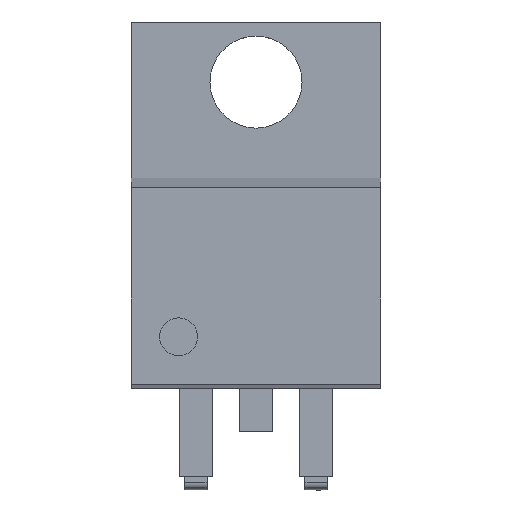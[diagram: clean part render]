
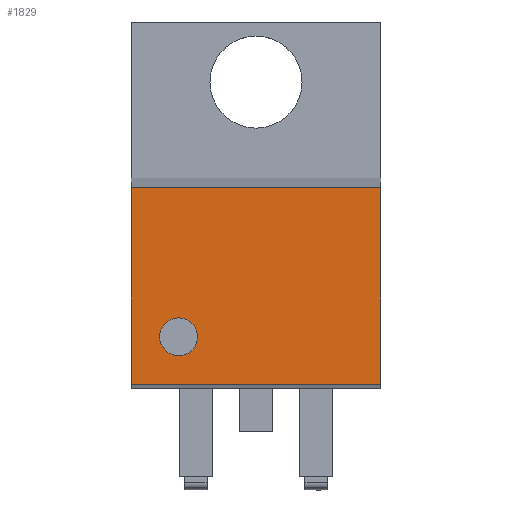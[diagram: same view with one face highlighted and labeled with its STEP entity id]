
A CAD part, top view. The second image highlights one B-rep face of the part: STEP entity #1829.
In plain terms, the highlighted planar face has unit normal (0, 0, 1).
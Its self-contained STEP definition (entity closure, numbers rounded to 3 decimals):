
#1465=CARTESIAN_POINT('',(-3.27,5.38,4.7));
#1466=VERTEX_POINT('',#1465);
#1482=CARTESIAN_POINT('',(-3.27,6.98,4.7));
#1483=VERTEX_POINT('',#1482);
#1490=CARTESIAN_POINT('',(-3.27,6.18,4.7));
#1491=DIRECTION('',(0.0,0.0,-1.0));
#1492=DIRECTION('',(0.0,-1.0,0.0));
#1493=AXIS2_PLACEMENT_3D('',#1490,#1491,#1492);
#1494=CIRCLE('',#1493,0.8);
#1495=EDGE_CURVE('',#1466,#1483,#1494,.T.);
#1506=CARTESIAN_POINT('',(-3.27,6.18,4.7));
#1507=DIRECTION('',(0.0,0.0,-1.0));
#1508=DIRECTION('',(0.0,-1.0,0.0));
#1509=AXIS2_PLACEMENT_3D('',#1506,#1507,#1508);
#1510=CIRCLE('',#1509,0.8);
#1511=EDGE_CURVE('',#1483,#1466,#1510,.T.);
#1769=CARTESIAN_POINT('',(5.27,4.18,4.7));
#1770=VERTEX_POINT('',#1769);
#1777=CARTESIAN_POINT('',(-5.27,4.18,4.7));
#1778=VERTEX_POINT('',#1777);
#1779=CARTESIAN_POINT('',(-5.27,4.18,4.7));
#1780=DIRECTION('',(1.0,0.0,0.0));
#1781=VECTOR('',#1780,10.54);
#1782=LINE('',#1779,#1781);
#1783=EDGE_CURVE('',#1778,#1770,#1782,.T.);
#1795=CARTESIAN_POINT('',(-5.27,4.18,4.7));
#1796=DIRECTION('',(0.0,0.0,1.0));
#1797=DIRECTION('',(-1.0,0.0,0.0));
#1798=AXIS2_PLACEMENT_3D('',#1795,#1796,#1797);
#1799=PLANE('',#1798);
#1800=CARTESIAN_POINT('',(5.27,12.475,4.7));
#1801=VERTEX_POINT('',#1800);
#1802=CARTESIAN_POINT('',(5.27,4.18,4.7));
#1803=DIRECTION('',(0.0,1.0,0.0));
#1804=VECTOR('',#1803,8.294);
#1805=LINE('',#1802,#1804);
#1806=EDGE_CURVE('',#1770,#1801,#1805,.T.);
#1807=ORIENTED_EDGE('',*,*,#1806,.T.);
#1808=CARTESIAN_POINT('',(-5.27,12.475,4.7));
#1809=VERTEX_POINT('',#1808);
#1810=CARTESIAN_POINT('',(-5.27,12.475,4.7));
#1811=DIRECTION('',(1.0,0.0,0.0));
#1812=VECTOR('',#1811,10.54);
#1813=LINE('',#1810,#1812);
#1814=EDGE_CURVE('',#1809,#1801,#1813,.T.);
#1815=ORIENTED_EDGE('',*,*,#1814,.F.);
#1816=CARTESIAN_POINT('',(-5.27,12.475,4.7));
#1817=DIRECTION('',(0.0,-1.0,0.0));
#1818=VECTOR('',#1817,8.294);
#1819=LINE('',#1816,#1818);
#1820=EDGE_CURVE('',#1809,#1778,#1819,.T.);
#1821=ORIENTED_EDGE('',*,*,#1820,.T.);
#1822=ORIENTED_EDGE('',*,*,#1783,.T.);
#1823=EDGE_LOOP('',(#1807,#1815,#1821,#1822));
#1824=FACE_OUTER_BOUND('',#1823,.T.);
#1825=ORIENTED_EDGE('',*,*,#1495,.T.);
#1826=ORIENTED_EDGE('',*,*,#1511,.T.);
#1827=EDGE_LOOP('',(#1825,#1826));
#1828=FACE_BOUND('',#1827,.T.);
#1829=ADVANCED_FACE('',(#1824,#1828),#1799,.T.);
